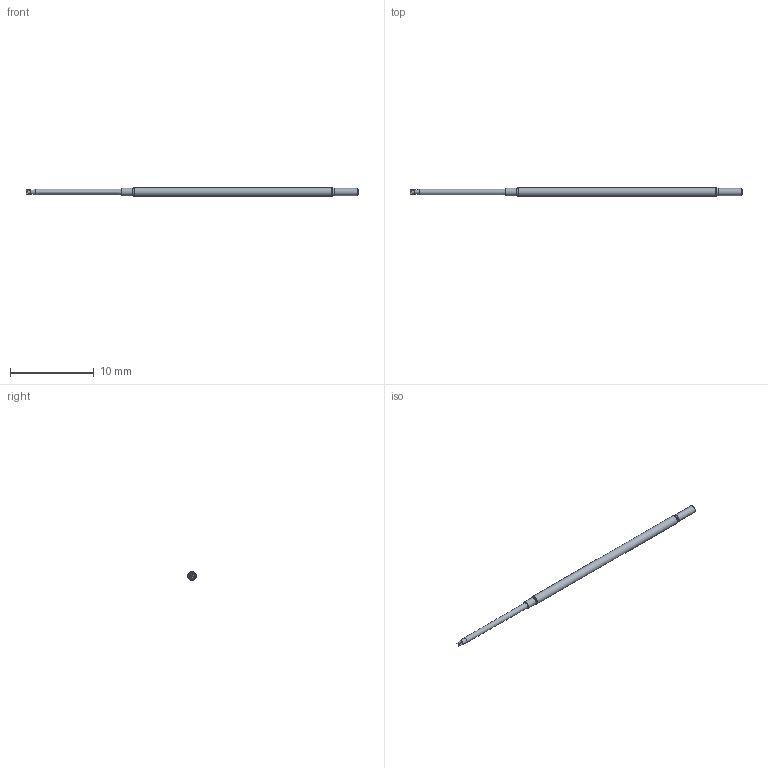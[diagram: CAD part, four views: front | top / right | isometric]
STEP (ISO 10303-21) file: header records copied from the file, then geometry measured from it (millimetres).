
FILE_DESCRIPTION (( 'STEP AP214' ), '1' );
FILE_NAME ('X50-PRP40G4_-S.STEP', '2019-06-17T19:18:51', ( '' ), ( '' ), 'SwSTEP 2.0', 'SolidWorks 2018', '' );
FILE_SCHEMA (( 'AUTOMOTIVE_DESIGN' ));
Length unit declared in the file: inch
Products named in the file (1): X50-PRP40G4_-S
Bounding box: 39.62 x 1.02 x 1.02 mm (x, y, z)
Volume: 25.9 mm3; surface area: 112.9 mm2
Topology: 1 solids, 1 shells, 35 faces, 81 edges, 49 vertices
Faces by surface type: bspline 12, cone 9, plane 6, cylinder 4, torus 4
Full cylindrical faces by diameter (mm): 0.508 x1, 0.856 x1, 0.894 x1, 1.021 x1
Entity records: 3425 total; most frequent: CARTESIAN_POINT 2309, ORIENTED_EDGE 132, DIRECTION 92, EDGE_CURVE 66, EDGE_LOOP 49, VERTEX_POINT 47, AXIS2_PLACEMENT_3D 46, B_SPLINE_CURVE_WITH_KNOTS 44
